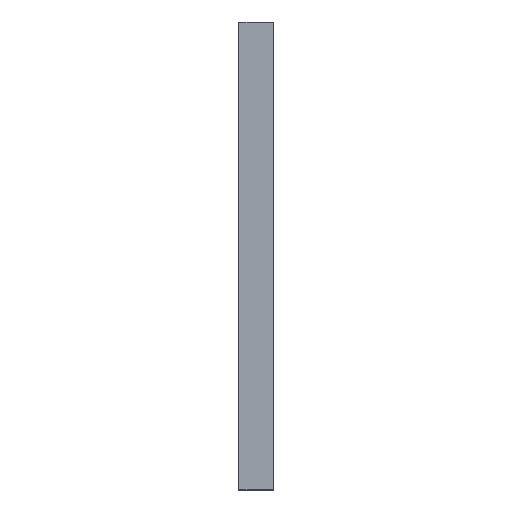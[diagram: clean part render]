
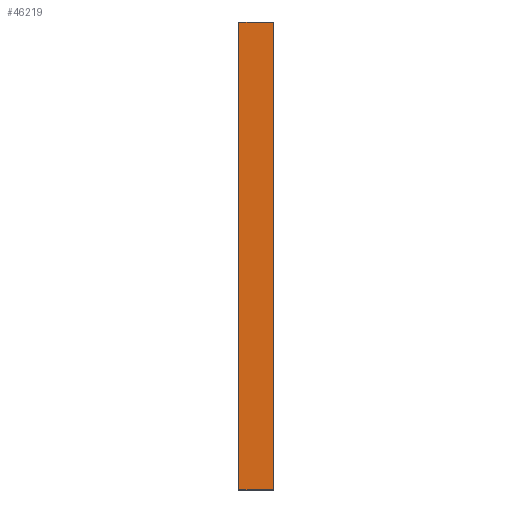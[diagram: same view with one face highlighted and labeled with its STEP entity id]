
A CAD part, front view. The second image highlights one B-rep face of the part: STEP entity #46219.
In plain terms, the highlighted planar face has unit normal (0, -1, 0).
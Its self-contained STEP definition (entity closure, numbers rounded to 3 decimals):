
#36454 = PLANE('',#36455);
#36455 = AXIS2_PLACEMENT_3D('',#36456,#36457,#36458);
#36456 = CARTESIAN_POINT('',(7.5,-15.45,0.05));
#36457 = DIRECTION('',(0.,0.707,0.707));
#36458 = DIRECTION('',(1.,0.,0.));
#36762 = PLANE('',#36763);
#36763 = AXIS2_PLACEMENT_3D('',#36764,#36765,#36766);
#36764 = CARTESIAN_POINT('',(7.5,-15.45,199.95));
#36765 = DIRECTION('',(0.,-0.707,
    0.707));
#36766 = DIRECTION('',(1.,0.,0.));
#37049 = PLANE('',#37050);
#37050 = AXIS2_PLACEMENT_3D('',#37051,#37052,#37053);
#37051 = CARTESIAN_POINT('',(-7.4,-15.4,0.));
#37052 = DIRECTION('',(-0.707,-0.707,
    0.));
#37053 = DIRECTION('',(0.,0.,1.));
#40385 = VERTEX_POINT('',#40386);
#40386 = CARTESIAN_POINT('',(7.4,-15.5,0.1));
#40407 = EDGE_CURVE('',#40385,#40408,#40410,.T.);
#40408 = VERTEX_POINT('',#40409);
#40409 = CARTESIAN_POINT('',(-7.3,-15.5,0.1));
#40410 = SURFACE_CURVE('',#40411,(#40415,#40422),.PCURVE_S1.);
#40411 = LINE('',#40412,#40413);
#40412 = CARTESIAN_POINT('',(7.5,-15.5,0.1));
#40413 = VECTOR('',#40414,1.);
#40414 = DIRECTION('',(-1.,0.,0.));
#40415 = PCURVE('',#36454,#40416);
#40416 = DEFINITIONAL_REPRESENTATION('',(#40417),#40421);
#40417 = LINE('',#40418,#40419);
#40418 = CARTESIAN_POINT('',(0.,-0.071));
#40419 = VECTOR('',#40420,1.);
#40420 = DIRECTION('',(-1.,0.));
#40421 = ( GEOMETRIC_REPRESENTATION_CONTEXT(2) 
PARAMETRIC_REPRESENTATION_CONTEXT() REPRESENTATION_CONTEXT('2D SPACE',''
  ) );
#40422 = PCURVE('',#40423,#40428);
#40423 = PLANE('',#40424);
#40424 = AXIS2_PLACEMENT_3D('',#40425,#40426,#40427);
#40425 = CARTESIAN_POINT('',(7.5,-15.5,0.));
#40426 = DIRECTION('',(0.,-1.,0.));
#40427 = DIRECTION('',(-1.,0.,0.));
#40428 = DEFINITIONAL_REPRESENTATION('',(#40429),#40433);
#40429 = LINE('',#40430,#40431);
#40430 = CARTESIAN_POINT('',(0.,-0.1));
#40431 = VECTOR('',#40432,1.);
#40432 = DIRECTION('',(1.,0.));
#40433 = ( GEOMETRIC_REPRESENTATION_CONTEXT(2) 
PARAMETRIC_REPRESENTATION_CONTEXT() REPRESENTATION_CONTEXT('2D SPACE',''
  ) );
#40700 = VERTEX_POINT('',#40701);
#40701 = CARTESIAN_POINT('',(7.4,-15.5,199.9));
#40722 = EDGE_CURVE('',#40700,#40723,#40725,.T.);
#40723 = VERTEX_POINT('',#40724);
#40724 = CARTESIAN_POINT('',(-7.3,-15.5,199.9));
#40725 = SURFACE_CURVE('',#40726,(#40730,#40737),.PCURVE_S1.);
#40726 = LINE('',#40727,#40728);
#40727 = CARTESIAN_POINT('',(7.5,-15.5,199.9));
#40728 = VECTOR('',#40729,1.);
#40729 = DIRECTION('',(-1.,0.,0.));
#40730 = PCURVE('',#36762,#40731);
#40731 = DEFINITIONAL_REPRESENTATION('',(#40732),#40736);
#40732 = LINE('',#40733,#40734);
#40733 = CARTESIAN_POINT('',(0.,-0.071));
#40734 = VECTOR('',#40735,1.);
#40735 = DIRECTION('',(-1.,0.));
#40736 = ( GEOMETRIC_REPRESENTATION_CONTEXT(2) 
PARAMETRIC_REPRESENTATION_CONTEXT() REPRESENTATION_CONTEXT('2D SPACE',''
  ) );
#40737 = PCURVE('',#40423,#40738);
#40738 = DEFINITIONAL_REPRESENTATION('',(#40739),#40743);
#40739 = LINE('',#40740,#40741);
#40740 = CARTESIAN_POINT('',(0.,-199.9));
#40741 = VECTOR('',#40742,1.);
#40742 = DIRECTION('',(1.,0.));
#40743 = ( GEOMETRIC_REPRESENTATION_CONTEXT(2) 
PARAMETRIC_REPRESENTATION_CONTEXT() REPRESENTATION_CONTEXT('2D SPACE',''
  ) );
#40879 = EDGE_CURVE('',#40408,#40723,#40880,.T.);
#40880 = SURFACE_CURVE('',#40881,(#40885,#40892),.PCURVE_S1.);
#40881 = LINE('',#40882,#40883);
#40882 = CARTESIAN_POINT('',(-7.3,-15.5,0.));
#40883 = VECTOR('',#40884,1.);
#40884 = DIRECTION('',(0.,0.,1.));
#40885 = PCURVE('',#37049,#40886);
#40886 = DEFINITIONAL_REPRESENTATION('',(#40887),#40891);
#40887 = LINE('',#40888,#40889);
#40888 = CARTESIAN_POINT('',(0.,-0.141));
#40889 = VECTOR('',#40890,1.);
#40890 = DIRECTION('',(1.,0.));
#40891 = ( GEOMETRIC_REPRESENTATION_CONTEXT(2) 
PARAMETRIC_REPRESENTATION_CONTEXT() REPRESENTATION_CONTEXT('2D SPACE',''
  ) );
#40892 = PCURVE('',#40423,#40893);
#40893 = DEFINITIONAL_REPRESENTATION('',(#40894),#40898);
#40894 = LINE('',#40895,#40896);
#40895 = CARTESIAN_POINT('',(14.8,0.));
#40896 = VECTOR('',#40897,1.);
#40897 = DIRECTION('',(0.,-1.));
#40898 = ( GEOMETRIC_REPRESENTATION_CONTEXT(2) 
PARAMETRIC_REPRESENTATION_CONTEXT() REPRESENTATION_CONTEXT('2D SPACE',''
  ) );
#46057 = PLANE('',#46058);
#46058 = AXIS2_PLACEMENT_3D('',#46059,#46060,#46061);
#46059 = CARTESIAN_POINT('',(7.45,-15.45,0.));
#46060 = DIRECTION('',(0.707,-0.707,0.));
#46061 = DIRECTION('',(0.,0.,1.));
#46219 = ADVANCED_FACE('',(#46220),#40423,.T.);
#46220 = FACE_BOUND('',#46221,.T.);
#46221 = EDGE_LOOP('',(#46222,#46243,#46244,#46245));
#46222 = ORIENTED_EDGE('',*,*,#46223,.T.);
#46223 = EDGE_CURVE('',#40385,#40700,#46224,.T.);
#46224 = SURFACE_CURVE('',#46225,(#46229,#46236),.PCURVE_S1.);
#46225 = LINE('',#46226,#46227);
#46226 = CARTESIAN_POINT('',(7.4,-15.5,0.));
#46227 = VECTOR('',#46228,1.);
#46228 = DIRECTION('',(0.,0.,1.));
#46229 = PCURVE('',#40423,#46230);
#46230 = DEFINITIONAL_REPRESENTATION('',(#46231),#46235);
#46231 = LINE('',#46232,#46233);
#46232 = CARTESIAN_POINT('',(0.1,0.));
#46233 = VECTOR('',#46234,1.);
#46234 = DIRECTION('',(0.,-1.));
#46235 = ( GEOMETRIC_REPRESENTATION_CONTEXT(2) 
PARAMETRIC_REPRESENTATION_CONTEXT() REPRESENTATION_CONTEXT('2D SPACE',''
  ) );
#46236 = PCURVE('',#46057,#46237);
#46237 = DEFINITIONAL_REPRESENTATION('',(#46238),#46242);
#46238 = LINE('',#46239,#46240);
#46239 = CARTESIAN_POINT('',(0.,0.071));
#46240 = VECTOR('',#46241,1.);
#46241 = DIRECTION('',(1.,0.));
#46242 = ( GEOMETRIC_REPRESENTATION_CONTEXT(2) 
PARAMETRIC_REPRESENTATION_CONTEXT() REPRESENTATION_CONTEXT('2D SPACE',''
  ) );
#46243 = ORIENTED_EDGE('',*,*,#40722,.T.);
#46244 = ORIENTED_EDGE('',*,*,#40879,.F.);
#46245 = ORIENTED_EDGE('',*,*,#40407,.F.);
